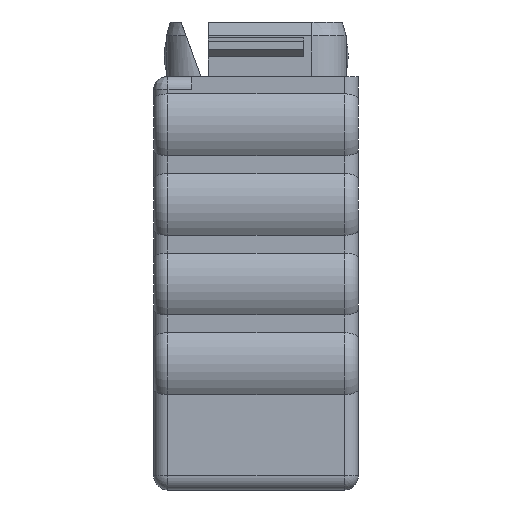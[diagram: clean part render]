
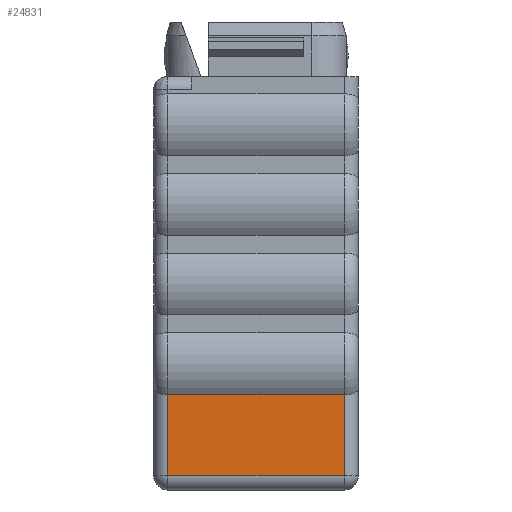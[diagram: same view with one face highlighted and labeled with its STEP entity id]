
A CAD part, left-side view. The second image highlights one B-rep face of the part: STEP entity #24831.
In plain terms, the highlighted planar face has unit normal (-1, 0, 0).
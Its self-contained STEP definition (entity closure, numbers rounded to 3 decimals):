
#136=DIRECTION('',(0.,1.,0.));
#137=VECTOR('',#136,12.9);
#138=CARTESIAN_POINT('',(-22.21,-6.45,-23.303));
#139=LINE('',#138,#137);
#153=DIRECTION('',(0.,-1.,0.));
#154=VECTOR('',#153,12.9);
#155=CARTESIAN_POINT('',(-22.21,6.45,-29.25));
#156=LINE('',#155,#154);
#12056=CARTESIAN_POINT('',(-22.21,6.45,-23.303));
#12063=DIRECTION('',(0.,0.,1.));
#12064=VECTOR('',#12063,5.947);
#12065=CARTESIAN_POINT('',(-22.21,6.45,-29.25));
#12066=LINE('',#12065,#12064);
#13283=DIRECTION('',(0.,0.,-1.));
#13284=VECTOR('',#13283,5.947);
#13285=CARTESIAN_POINT('',(-22.21,-6.45,-23.303));
#13286=LINE('',#13285,#13284);
#21837=CARTESIAN_POINT('',(-22.21,-6.45,-29.25));
#21838=VERTEX_POINT('',#21837);
#21841=CARTESIAN_POINT('',(-22.21,-6.45,-23.303));
#21842=VERTEX_POINT('',#21841);
#23809=VERTEX_POINT('',#12056);
#23848=CARTESIAN_POINT('',(-22.21,6.45,-29.25));
#23849=VERTEX_POINT('',#23848);
#24817=CARTESIAN_POINT('',(-22.21,-7.5,0.));
#24818=DIRECTION('',(-1.,0.,0.));
#24819=DIRECTION('',(0.,1.,0.));
#24820=AXIS2_PLACEMENT_3D('',#24817,#24818,#24819);
#24821=PLANE('',#24820);
#24823=ORIENTED_EDGE('',*,*,#24822,.F.);
#24825=ORIENTED_EDGE('',*,*,#24824,.T.);
#24826=ORIENTED_EDGE('',*,*,#24807,.F.);
#24828=ORIENTED_EDGE('',*,*,#24827,.T.);
#24829=EDGE_LOOP('',(#24823,#24825,#24826,#24828));
#24830=FACE_OUTER_BOUND('',#24829,.F.);
#24831=ADVANCED_FACE('',(#24830),#24821,.T.);
#24807=EDGE_CURVE('',#21842,#23809,#139,.T.);
#24822=EDGE_CURVE('',#23849,#21838,#156,.T.);
#24824=EDGE_CURVE('',#23849,#23809,#12066,.T.);
#24827=EDGE_CURVE('',#21842,#21838,#13286,.T.);
